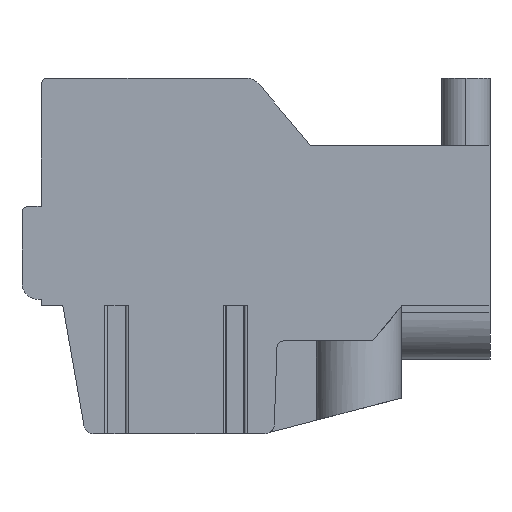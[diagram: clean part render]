
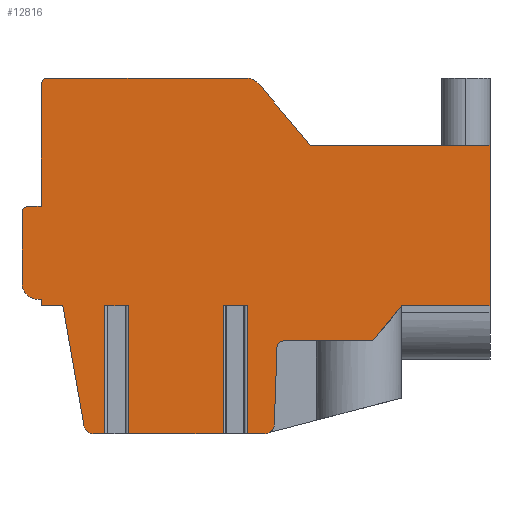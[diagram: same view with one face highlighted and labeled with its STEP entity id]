
A CAD part, front view. The second image highlights one B-rep face of the part: STEP entity #12816.
In plain terms, the highlighted planar face has unit normal (0, -1, 0).
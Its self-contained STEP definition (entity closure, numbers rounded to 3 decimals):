
#1=DIRECTION('',(1.,0.,0.));
#2=VECTOR('',#1,0.746);
#3=CARTESIAN_POINT('',(-12.023,0.,-7.186));
#4=LINE('',#3,#2);
#5=DIRECTION('',(0.,0.,-1.));
#6=VECTOR('',#5,4.);
#7=CARTESIAN_POINT('',(-12.023,0.,-7.186));
#8=LINE('',#7,#6);
#9=DIRECTION('',(-1.,0.,0.));
#10=VECTOR('',#9,0.348);
#11=CARTESIAN_POINT('',(-12.023,0.,-11.186));
#12=LINE('',#11,#10);
#13=CARTESIAN_POINT('',(-12.371,0.,-10.886));
#14=DIRECTION('',(0.,1.,0.));
#15=DIRECTION('',(0.,0.,-1.));
#16=AXIS2_PLACEMENT_3D('',#13,#14,#15);
#18=DIRECTION('',(-0.174,0.,0.985));
#19=VECTOR('',#18,3.81);
#20=CARTESIAN_POINT('',(-12.667,0.,-10.938));
#21=LINE('',#20,#19);
#22=DIRECTION('',(-1.,0.,0.));
#23=VECTOR('',#22,0.672);
#24=CARTESIAN_POINT('',(-13.328,0.,-7.186));
#25=LINE('',#24,#23);
#26=DIRECTION('',(0.,0.,1.));
#27=VECTOR('',#26,0.2);
#28=CARTESIAN_POINT('',(-14.,0.,-7.186));
#29=LINE('',#28,#27);
#30=DIRECTION('',(-1.,0.,0.));
#31=VECTOR('',#30,0.1);
#32=CARTESIAN_POINT('',(-14.,0.,-6.986));
#33=LINE('',#32,#31);
#34=CARTESIAN_POINT('',(-14.1,0.,-6.486));
#35=DIRECTION('',(0.,1.,0.));
#36=DIRECTION('',(0.,0.,-1.));
#37=AXIS2_PLACEMENT_3D('',#34,#35,#36);
#39=DIRECTION('',(0.,0.,1.));
#40=VECTOR('',#39,2.2);
#41=CARTESIAN_POINT('',(-14.6,0.,-6.486));
#42=LINE('',#41,#40);
#43=CARTESIAN_POINT('',(-14.4,0.,-4.286));
#44=DIRECTION('',(0.,1.,0.));
#45=DIRECTION('',(-1.,0.,0.));
#46=AXIS2_PLACEMENT_3D('',#43,#44,#45);
#48=DIRECTION('',(1.,0.,0.));
#49=VECTOR('',#48,0.4);
#50=CARTESIAN_POINT('',(-14.4,0.,-4.086));
#51=LINE('',#50,#49);
#52=DIRECTION('',(0.,0.,1.));
#53=VECTOR('',#52,3.8);
#54=CARTESIAN_POINT('',(-14.,0.,-4.086));
#55=LINE('',#54,#53);
#56=CARTESIAN_POINT('',(-13.8,0.,-0.286));
#57=DIRECTION('',(0.,1.,0.));
#58=DIRECTION('',(-1.,0.,0.));
#59=AXIS2_PLACEMENT_3D('',#56,#57,#58);
#61=DIRECTION('',(1.,0.,0.));
#62=VECTOR('',#61,6.205);
#63=CARTESIAN_POINT('',(-13.8,0.,-0.086));
#64=LINE('',#63,#62);
#65=CARTESIAN_POINT('',(-7.595,0.,-0.586));
#66=DIRECTION('',(0.,1.,0.));
#67=DIRECTION('',(0.,0.,1.));
#68=AXIS2_PLACEMENT_3D('',#65,#66,#67);
#70=DIRECTION('',(0.643,0.,-0.766));
#71=VECTOR('',#70,2.508);
#72=CARTESIAN_POINT('',(-7.212,0.,-0.264));
#73=LINE('',#72,#71);
#74=DIRECTION('',(1.,0.,0.));
#75=VECTOR('',#74,5.6);
#76=CARTESIAN_POINT('',(-5.6,0.,-2.186));
#77=LINE('',#76,#75);
#78=DIRECTION('',(0.,0.,-1.));
#79=VECTOR('',#78,5.);
#80=CARTESIAN_POINT('',(0.,0.,-2.186));
#81=LINE('',#80,#79);
#82=DIRECTION('',(-1.,0.,0.));
#83=VECTOR('',#82,2.75);
#84=CARTESIAN_POINT('',(0.,0.,-7.186));
#85=LINE('',#84,#83);
#86=DIRECTION('',(-0.635,0.,-0.773));
#87=VECTOR('',#86,1.423);
#88=CARTESIAN_POINT('',(-2.75,0.,-7.186));
#89=LINE('',#88,#87);
#90=DIRECTION('',(-1.,0.,0.));
#91=VECTOR('',#90,2.792);
#92=CARTESIAN_POINT('',(-3.653,0.,-8.286));
#93=LINE('',#92,#91);
#94=CARTESIAN_POINT('',(-6.445,0.,-8.486));
#95=DIRECTION('',(0.,-1.,0.));
#96=DIRECTION('',(0.,0.,1.));
#97=AXIS2_PLACEMENT_3D('',#94,#95,#96);
#99=DIRECTION('',(-0.035,0.,-0.999));
#100=VECTOR('',#99,2.419);
#101=CARTESIAN_POINT('',(-6.645,0.,-8.479));
#102=LINE('',#101,#100);
#103=CARTESIAN_POINT('',(-7.029,0.,-10.886));
#104=DIRECTION('',(0.,1.,0.));
#105=DIRECTION('',(0.999,0.,-0.035));
#106=AXIS2_PLACEMENT_3D('',#103,#104,#105);
#108=DIRECTION('',(-1.,0.,0.));
#109=VECTOR('',#108,0.547);
#110=CARTESIAN_POINT('',(-7.029,0.,-11.186));
#111=LINE('',#110,#109);
#112=DIRECTION('',(0.,0.,-1.));
#113=VECTOR('',#112,4.);
#114=CARTESIAN_POINT('',(-7.577,0.,-7.186));
#115=LINE('',#114,#113);
#116=DIRECTION('',(1.,0.,0.));
#117=VECTOR('',#116,0.746);
#118=CARTESIAN_POINT('',(-8.323,0.,-7.186));
#119=LINE('',#118,#117);
#120=DIRECTION('',(0.,0.,-1.));
#121=VECTOR('',#120,4.);
#122=CARTESIAN_POINT('',(-8.323,0.,-7.186));
#123=LINE('',#122,#121);
#124=DIRECTION('',(-1.,0.,0.));
#125=VECTOR('',#124,2.954);
#126=CARTESIAN_POINT('',(-8.323,0.,-11.186));
#127=LINE('',#126,#125);
#128=DIRECTION('',(0.,0.,-1.));
#129=VECTOR('',#128,4.);
#130=CARTESIAN_POINT('',(-11.277,0.,-7.186));
#131=LINE('',#130,#129);
#10029=CARTESIAN_POINT('',(-14.6,0.,-6.486));
#10030=CARTESIAN_POINT('',(-14.6,0.,-4.286));
#10031=VERTEX_POINT('',#10029);
#10032=VERTEX_POINT('',#10030);
#10033=CARTESIAN_POINT('',(-14.4,0.,-4.086));
#10034=VERTEX_POINT('',#10033);
#10035=CARTESIAN_POINT('',(-14.,0.,-4.086));
#10036=VERTEX_POINT('',#10035);
#10037=CARTESIAN_POINT('',(-14.,0.,-0.286));
#10038=VERTEX_POINT('',#10037);
#10039=CARTESIAN_POINT('',(-13.8,0.,-0.086));
#10040=VERTEX_POINT('',#10039);
#10041=CARTESIAN_POINT('',(-7.595,0.,-0.086));
#10042=VERTEX_POINT('',#10041);
#10043=CARTESIAN_POINT('',(-7.212,0.,-0.264));
#10044=VERTEX_POINT('',#10043);
#10045=CARTESIAN_POINT('',(-5.6,0.,-2.186));
#10046=VERTEX_POINT('',#10045);
#10047=CARTESIAN_POINT('',(0.,0.,-2.186));
#10048=VERTEX_POINT('',#10047);
#10049=CARTESIAN_POINT('',(0.,0.,-7.186));
#10050=VERTEX_POINT('',#10049);
#10051=CARTESIAN_POINT('',(-2.75,0.,-7.186));
#10052=VERTEX_POINT('',#10051);
#10053=CARTESIAN_POINT('',(-3.653,0.,-8.286));
#10054=VERTEX_POINT('',#10053);
#10055=CARTESIAN_POINT('',(-6.445,0.,-8.286));
#10056=VERTEX_POINT('',#10055);
#10057=CARTESIAN_POINT('',(-6.645,0.,-8.479));
#10058=VERTEX_POINT('',#10057);
#10059=CARTESIAN_POINT('',(-6.73,0.,-10.896));
#10060=VERTEX_POINT('',#10059);
#10061=CARTESIAN_POINT('',(-7.029,0.,-11.186));
#10062=VERTEX_POINT('',#10061);
#10063=CARTESIAN_POINT('',(-12.371,0.,-11.186));
#10064=CARTESIAN_POINT('',(-12.667,0.,-10.938));
#10065=VERTEX_POINT('',#10063);
#10066=VERTEX_POINT('',#10064);
#10067=CARTESIAN_POINT('',(-13.328,0.,-7.186));
#10068=VERTEX_POINT('',#10067);
#10069=CARTESIAN_POINT('',(-14.,0.,-7.186));
#10070=VERTEX_POINT('',#10069);
#10071=CARTESIAN_POINT('',(-14.,0.,-6.986));
#10072=VERTEX_POINT('',#10071);
#10073=CARTESIAN_POINT('',(-14.1,0.,-6.986));
#10074=VERTEX_POINT('',#10073);
#10520=CARTESIAN_POINT('',(-12.023,0.,-7.186));
#10521=CARTESIAN_POINT('',(-11.277,0.,-7.186));
#10522=VERTEX_POINT('',#10520);
#10523=VERTEX_POINT('',#10521);
#10524=CARTESIAN_POINT('',(-8.323,0.,-7.186));
#10525=CARTESIAN_POINT('',(-7.577,0.,-7.186));
#10526=VERTEX_POINT('',#10524);
#10527=VERTEX_POINT('',#10525);
#10528=CARTESIAN_POINT('',(-11.277,0.,-11.186));
#10529=VERTEX_POINT('',#10528);
#10530=CARTESIAN_POINT('',(-12.023,0.,-11.186));
#10531=VERTEX_POINT('',#10530);
#10532=CARTESIAN_POINT('',(-8.323,0.,-11.186));
#10533=VERTEX_POINT('',#10532);
#10534=CARTESIAN_POINT('',(-7.577,0.,-11.186));
#10535=VERTEX_POINT('',#10534);
#12747=CARTESIAN_POINT('',(0.,0.,0.));
#12748=DIRECTION('',(0.,1.,0.));
#12749=DIRECTION('',(1.,0.,0.));
#12750=AXIS2_PLACEMENT_3D('',#12747,#12748,#12749);
#12751=PLANE('',#12750);
#12753=ORIENTED_EDGE('',*,*,#12752,.F.);
#12755=ORIENTED_EDGE('',*,*,#12754,.T.);
#12757=ORIENTED_EDGE('',*,*,#12756,.T.);
#12759=ORIENTED_EDGE('',*,*,#12758,.T.);
#12761=ORIENTED_EDGE('',*,*,#12760,.T.);
#12763=ORIENTED_EDGE('',*,*,#12762,.T.);
#12765=ORIENTED_EDGE('',*,*,#12764,.T.);
#12767=ORIENTED_EDGE('',*,*,#12766,.T.);
#12769=ORIENTED_EDGE('',*,*,#12768,.T.);
#12771=ORIENTED_EDGE('',*,*,#12770,.T.);
#12773=ORIENTED_EDGE('',*,*,#12772,.T.);
#12775=ORIENTED_EDGE('',*,*,#12774,.T.);
#12777=ORIENTED_EDGE('',*,*,#12776,.T.);
#12779=ORIENTED_EDGE('',*,*,#12778,.T.);
#12781=ORIENTED_EDGE('',*,*,#12780,.T.);
#12783=ORIENTED_EDGE('',*,*,#12782,.T.);
#12785=ORIENTED_EDGE('',*,*,#12784,.T.);
#12787=ORIENTED_EDGE('',*,*,#12786,.T.);
#12789=ORIENTED_EDGE('',*,*,#12788,.T.);
#12791=ORIENTED_EDGE('',*,*,#12790,.T.);
#12793=ORIENTED_EDGE('',*,*,#12792,.T.);
#12795=ORIENTED_EDGE('',*,*,#12794,.T.);
#12797=ORIENTED_EDGE('',*,*,#12796,.T.);
#12799=ORIENTED_EDGE('',*,*,#12798,.T.);
#12801=ORIENTED_EDGE('',*,*,#12800,.T.);
#12803=ORIENTED_EDGE('',*,*,#12802,.T.);
#12805=ORIENTED_EDGE('',*,*,#12804,.F.);
#12807=ORIENTED_EDGE('',*,*,#12806,.F.);
#12809=ORIENTED_EDGE('',*,*,#12808,.T.);
#12811=ORIENTED_EDGE('',*,*,#12810,.T.);
#12813=ORIENTED_EDGE('',*,*,#12812,.F.);
#12814=EDGE_LOOP('',(#12753,#12755,#12757,#12759,#12761,#12763,#12765,#12767,
#12769,#12771,#12773,#12775,#12777,#12779,#12781,#12783,#12785,#12787,#12789,
#12791,#12793,#12795,#12797,#12799,#12801,#12803,#12805,#12807,#12809,#12811,
#12813));
#12815=FACE_OUTER_BOUND('',#12814,.F.);
#12816=ADVANCED_FACE('',(#12815),#12751,.F.);
#17=CIRCLE('',#16,0.3);
#38=CIRCLE('',#37,0.5);
#47=CIRCLE('',#46,0.2);
#60=CIRCLE('',#59,0.2);
#69=CIRCLE('',#68,0.5);
#98=CIRCLE('',#97,0.2);
#107=CIRCLE('',#106,0.3);
#12752=EDGE_CURVE('',#10522,#10523,#4,.T.);
#12754=EDGE_CURVE('',#10522,#10531,#8,.T.);
#12756=EDGE_CURVE('',#10531,#10065,#12,.T.);
#12758=EDGE_CURVE('',#10065,#10066,#17,.T.);
#12760=EDGE_CURVE('',#10066,#10068,#21,.T.);
#12762=EDGE_CURVE('',#10068,#10070,#25,.T.);
#12764=EDGE_CURVE('',#10070,#10072,#29,.T.);
#12766=EDGE_CURVE('',#10072,#10074,#33,.T.);
#12768=EDGE_CURVE('',#10074,#10031,#38,.T.);
#12770=EDGE_CURVE('',#10031,#10032,#42,.T.);
#12772=EDGE_CURVE('',#10032,#10034,#47,.T.);
#12774=EDGE_CURVE('',#10034,#10036,#51,.T.);
#12776=EDGE_CURVE('',#10036,#10038,#55,.T.);
#12778=EDGE_CURVE('',#10038,#10040,#60,.T.);
#12780=EDGE_CURVE('',#10040,#10042,#64,.T.);
#12782=EDGE_CURVE('',#10042,#10044,#69,.T.);
#12784=EDGE_CURVE('',#10044,#10046,#73,.T.);
#12786=EDGE_CURVE('',#10046,#10048,#77,.T.);
#12788=EDGE_CURVE('',#10048,#10050,#81,.T.);
#12790=EDGE_CURVE('',#10050,#10052,#85,.T.);
#12792=EDGE_CURVE('',#10052,#10054,#89,.T.);
#12794=EDGE_CURVE('',#10054,#10056,#93,.T.);
#12796=EDGE_CURVE('',#10056,#10058,#98,.T.);
#12798=EDGE_CURVE('',#10058,#10060,#102,.T.);
#12800=EDGE_CURVE('',#10060,#10062,#107,.T.);
#12802=EDGE_CURVE('',#10062,#10535,#111,.T.);
#12804=EDGE_CURVE('',#10527,#10535,#115,.T.);
#12806=EDGE_CURVE('',#10526,#10527,#119,.T.);
#12808=EDGE_CURVE('',#10526,#10533,#123,.T.);
#12810=EDGE_CURVE('',#10533,#10529,#127,.T.);
#12812=EDGE_CURVE('',#10523,#10529,#131,.T.);
